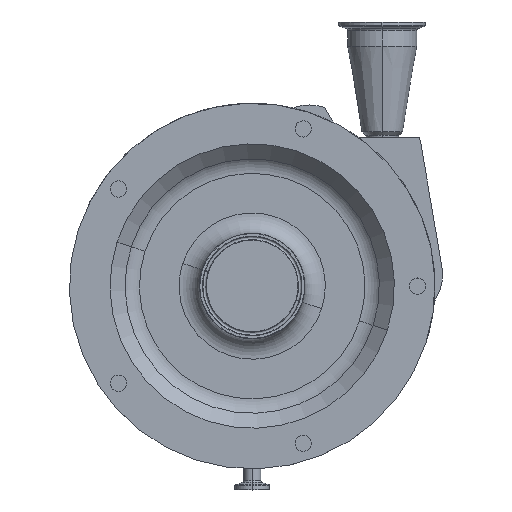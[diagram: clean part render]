
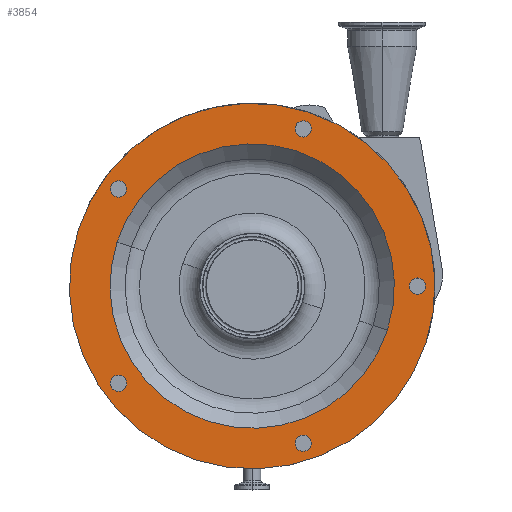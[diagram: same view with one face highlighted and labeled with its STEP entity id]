
A CAD part, top view. The second image highlights one B-rep face of the part: STEP entity #3854.
In plain terms, the highlighted planar face has unit normal (0, 0, 1).
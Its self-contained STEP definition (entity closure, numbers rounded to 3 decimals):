
#280 = DIRECTION ( 'NONE',  ( 0., 0., 1. ) ) ;
#293 = CARTESIAN_POINT ( 'NONE',  ( -98.7, 71.71, 197.5 ) ) ;
#387 = VERTEX_POINT ( 'NONE', #7373 ) ;
#465 = AXIS2_PLACEMENT_3D ( 'NONE', #5337, #4039, #4188 ) ;
#578 = AXIS2_PLACEMENT_3D ( 'NONE', #14395, #280, #3711 ) ;
#743 = AXIS2_PLACEMENT_3D ( 'NONE', #6500, #5506, #10154 ) ;
#773 = CARTESIAN_POINT ( 'NONE',  ( 0., 0., 197.5 ) ) ;
#868 = FACE_BOUND ( 'NONE', #5053, .T. ) ;
#955 = CARTESIAN_POINT ( 'NONE',  ( 31.994, -117.883, 197.5 ) ) ;
#966 = DIRECTION ( 'NONE',  ( 0.951, -0.309, 0. ) ) ;
#1147 = CIRCLE ( 'NONE', #9893, 6. ) ;
#1295 = CIRCLE ( 'NONE', #8590, 135. ) ;
#1581 = CARTESIAN_POINT ( 'NONE',  ( 43.406, 114.175, 197.5 ) ) ;
#1612 = EDGE_CURVE ( 'NONE', #12406, #14940, #3800, .T. ) ;
#1622 = AXIS2_PLACEMENT_3D ( 'NONE', #13810, #7945, #6646 ) ;
#1651 = VERTEX_POINT ( 'NONE', #11596 ) ;
#1850 = CARTESIAN_POINT ( 'NONE',  ( 122., 6., 197.5 ) ) ;
#2149 = VERTEX_POINT ( 'NONE', #1850 ) ;
#2293 = EDGE_CURVE ( 'NONE', #14090, #10754, #14047, .T. ) ;
#2350 = CARTESIAN_POINT ( 'NONE',  ( -99.861, 32.447, 197.5 ) ) ;
#2381 = EDGE_CURVE ( 'NONE', #12427, #2149, #12820, .T. ) ;
#2507 = CIRCLE ( 'NONE', #14921, 105. ) ;
#2563 = VERTEX_POINT ( 'NONE', #12265 ) ;
#2670 = EDGE_CURVE ( 'NONE', #387, #14502, #9433, .T. ) ;
#2990 = DIRECTION ( 'NONE',  ( 0.951, -0.309, 0. ) ) ;
#3140 = FACE_BOUND ( 'NONE', #14071, .T. ) ;
#3298 = VERTEX_POINT ( 'NONE', #3864 ) ;
#3332 = AXIS2_PLACEMENT_3D ( 'NONE', #10677, #8323, #7016 ) ;
#3375 = EDGE_LOOP ( 'NONE', ( #7507, #14735 ) ) ;
#3479 = ORIENTED_EDGE ( 'NONE', *, *, #12027, .F. ) ;
#3570 = EDGE_LOOP ( 'NONE', ( #11779, #5957 ) ) ;
#3711 = DIRECTION ( 'NONE',  ( -0.951, -0.309, 0. ) ) ;
#3724 = DIRECTION ( 'NONE',  ( 0., 0., 1. ) ) ;
#3800 = CIRCLE ( 'NONE', #6239, 6. ) ;
#3854 = ADVANCED_FACE ( 'NONE', ( #7577, #868, #13442, #13598, #3140, #6577, #12211 ), #14658, .F. ) ;
#3864 = CARTESIAN_POINT ( 'NONE',  ( -102.227, -66.856, 197.5 ) ) ;
#3871 = DIRECTION ( 'NONE',  ( 0.588, 0.809, 0. ) ) ;
#3937 = CARTESIAN_POINT ( 'NONE',  ( 122., 0., 197.5 ) ) ;
#3986 = CIRCLE ( 'NONE', #578, 6. ) ;
#4000 = ORIENTED_EDGE ( 'NONE', *, *, #2293, .F. ) ;
#4039 = DIRECTION ( 'NONE',  ( 0., 0., 1. ) ) ;
#4188 = DIRECTION ( 'NONE',  ( -0.588, 0.809, 0. ) ) ;
#4192 = ORIENTED_EDGE ( 'NONE', *, *, #6218, .F. ) ;
#4270 = EDGE_CURVE ( 'NONE', #1651, #3298, #14349, .T. ) ;
#4347 = EDGE_LOOP ( 'NONE', ( #11493, #4192 ) ) ;
#4461 = AXIS2_PLACEMENT_3D ( 'NONE', #8716, #6345, #2990 ) ;
#4577 = EDGE_CURVE ( 'NONE', #14940, #12406, #3986, .T. ) ;
#4612 = EDGE_CURVE ( 'NONE', #2149, #12427, #8620, .T. ) ;
#4973 = EDGE_LOOP ( 'NONE', ( #13851, #5817 ) ) ;
#5053 = EDGE_LOOP ( 'NONE', ( #7818, #14461 ) ) ;
#5297 = CARTESIAN_POINT ( 'NONE',  ( 0., 0., 197.5 ) ) ;
#5337 = CARTESIAN_POINT ( 'NONE',  ( -98.7, -71.71, 197.5 ) ) ;
#5404 = DIRECTION ( 'NONE',  ( 0., 0., 1. ) ) ;
#5434 = CARTESIAN_POINT ( 'NONE',  ( 122., -6., 197.5 ) ) ;
#5506 = DIRECTION ( 'NONE',  ( 0., 0., -1. ) ) ;
#5571 = DIRECTION ( 'NONE',  ( -0.951, -0.309, 0. ) ) ;
#5710 = CARTESIAN_POINT ( 'NONE',  ( 43.406, -114.175, 197.5 ) ) ;
#5817 = ORIENTED_EDGE ( 'NONE', *, *, #14201, .F. ) ;
#5957 = ORIENTED_EDGE ( 'NONE', *, *, #8361, .T. ) ;
#6015 = VERTEX_POINT ( 'NONE', #1581 ) ;
#6218 = EDGE_CURVE ( 'NONE', #6810, #10083, #9346, .T. ) ;
#6239 = AXIS2_PLACEMENT_3D ( 'NONE', #13590, #10296, #5571 ) ;
#6345 = DIRECTION ( 'NONE',  ( 0., 0., 1. ) ) ;
#6439 = DIRECTION ( 'NONE',  ( 0.951, -0.309, 0. ) ) ;
#6500 = CARTESIAN_POINT ( 'NONE',  ( 12.052, 37.091, 197.5 ) ) ;
#6577 = FACE_BOUND ( 'NONE', #4973, .T. ) ;
#6614 = CARTESIAN_POINT ( 'NONE',  ( 0., 0., 197.5 ) ) ;
#6646 = DIRECTION ( 'NONE',  ( 0.588, 0.809, 0. ) ) ;
#6810 = VERTEX_POINT ( 'NONE', #2350 ) ;
#6933 = EDGE_LOOP ( 'NONE', ( #11521, #15054 ) ) ;
#7016 = DIRECTION ( 'NONE',  ( 0., -1., 0. ) ) ;
#7373 = CARTESIAN_POINT ( 'NONE',  ( 128.393, -41.717, 197.5 ) ) ;
#7381 = AXIS2_PLACEMENT_3D ( 'NONE', #6614, #7995, #7914 ) ;
#7507 = ORIENTED_EDGE ( 'NONE', *, *, #12890, .F. ) ;
#7550 = CIRCLE ( 'NONE', #8519, 6. ) ;
#7577 = FACE_OUTER_BOUND ( 'NONE', #3570, .T. ) ;
#7683 = CARTESIAN_POINT ( 'NONE',  ( 37.7, 116.029, 197.5 ) ) ;
#7818 = ORIENTED_EDGE ( 'NONE', *, *, #2381, .F. ) ;
#7914 = DIRECTION ( 'NONE',  ( 0.951, -0.309, 0. ) ) ;
#7945 = DIRECTION ( 'NONE',  ( 0., 0., 1. ) ) ;
#7995 = DIRECTION ( 'NONE',  ( 0., 0., 1. ) ) ;
#8240 = EDGE_CURVE ( 'NONE', #10083, #6810, #2507, .T. ) ;
#8323 = DIRECTION ( 'NONE',  ( 0., 0., 1. ) ) ;
#8361 = EDGE_CURVE ( 'NONE', #14502, #387, #1295, .T. ) ;
#8369 = CIRCLE ( 'NONE', #4461, 6. ) ;
#8519 = AXIS2_PLACEMENT_3D ( 'NONE', #7683, #12318, #966 ) ;
#8590 = AXIS2_PLACEMENT_3D ( 'NONE', #11624, #10395, #11405 ) ;
#8596 = DIRECTION ( 'NONE',  ( 0., 0., 1. ) ) ;
#8620 = CIRCLE ( 'NONE', #9817, 6. ) ;
#8716 = CARTESIAN_POINT ( 'NONE',  ( 37.7, 116.029, 197.5 ) ) ;
#8788 = DIRECTION ( 'NONE',  ( -0.588, 0.809, 0. ) ) ;
#8816 = EDGE_CURVE ( 'NONE', #6015, #2563, #8369, .T. ) ;
#8855 = DIRECTION ( 'NONE',  ( 0., 0., 1. ) ) ;
#8941 = CIRCLE ( 'NONE', #14540, 6. ) ;
#8953 = DIRECTION ( 'NONE',  ( 0., 0., 1. ) ) ;
#9346 = CIRCLE ( 'NONE', #7381, 105. ) ;
#9433 = CIRCLE ( 'NONE', #11408, 135. ) ;
#9750 = DIRECTION ( 'NONE',  ( 0.951, -0.309, 0. ) ) ;
#9794 = CARTESIAN_POINT ( 'NONE',  ( -95.173, 76.564, 197.5 ) ) ;
#9817 = AXIS2_PLACEMENT_3D ( 'NONE', #3937, #8596, #10961 ) ;
#9893 = AXIS2_PLACEMENT_3D ( 'NONE', #293, #3724, #3871 ) ;
#10083 = VERTEX_POINT ( 'NONE', #10702 ) ;
#10154 = DIRECTION ( 'NONE',  ( 0., -1., 0. ) ) ;
#10225 = CARTESIAN_POINT ( 'NONE',  ( -128.393, 41.717, 197.5 ) ) ;
#10296 = DIRECTION ( 'NONE',  ( 0., 0., 1. ) ) ;
#10395 = DIRECTION ( 'NONE',  ( 0., 0., 1. ) ) ;
#10677 = CARTESIAN_POINT ( 'NONE',  ( 122., 0., 197.5 ) ) ;
#10702 = CARTESIAN_POINT ( 'NONE',  ( 99.861, -32.447, 197.5 ) ) ;
#10754 = VERTEX_POINT ( 'NONE', #9794 ) ;
#10961 = DIRECTION ( 'NONE',  ( 0., -1., 0. ) ) ;
#11405 = DIRECTION ( 'NONE',  ( 0.951, -0.309, 0. ) ) ;
#11408 = AXIS2_PLACEMENT_3D ( 'NONE', #773, #5404, #9750 ) ;
#11493 = ORIENTED_EDGE ( 'NONE', *, *, #8240, .F. ) ;
#11521 = ORIENTED_EDGE ( 'NONE', *, *, #1612, .F. ) ;
#11596 = CARTESIAN_POINT ( 'NONE',  ( -95.173, -76.564, 197.5 ) ) ;
#11624 = CARTESIAN_POINT ( 'NONE',  ( 0., 0., 197.5 ) ) ;
#11779 = ORIENTED_EDGE ( 'NONE', *, *, #2670, .T. ) ;
#12027 = EDGE_CURVE ( 'NONE', #10754, #14090, #1147, .T. ) ;
#12211 = FACE_BOUND ( 'NONE', #4347, .T. ) ;
#12265 = CARTESIAN_POINT ( 'NONE',  ( 31.994, 117.883, 197.5 ) ) ;
#12318 = DIRECTION ( 'NONE',  ( 0., 0., 1. ) ) ;
#12406 = VERTEX_POINT ( 'NONE', #955 ) ;
#12427 = VERTEX_POINT ( 'NONE', #5434 ) ;
#12502 = CARTESIAN_POINT ( 'NONE',  ( -98.7, -71.71, 197.5 ) ) ;
#12604 = CARTESIAN_POINT ( 'NONE',  ( -102.227, 66.856, 197.5 ) ) ;
#12820 = CIRCLE ( 'NONE', #3332, 6. ) ;
#12890 = EDGE_CURVE ( 'NONE', #3298, #1651, #8941, .T. ) ;
#13442 = FACE_BOUND ( 'NONE', #6933, .T. ) ;
#13590 = CARTESIAN_POINT ( 'NONE',  ( 37.7, -116.029, 197.5 ) ) ;
#13598 = FACE_BOUND ( 'NONE', #3375, .T. ) ;
#13810 = CARTESIAN_POINT ( 'NONE',  ( -98.7, 71.71, 197.5 ) ) ;
#13851 = ORIENTED_EDGE ( 'NONE', *, *, #8816, .F. ) ;
#14047 = CIRCLE ( 'NONE', #1622, 6. ) ;
#14071 = EDGE_LOOP ( 'NONE', ( #3479, #4000 ) ) ;
#14090 = VERTEX_POINT ( 'NONE', #12604 ) ;
#14201 = EDGE_CURVE ( 'NONE', #2563, #6015, #7550, .T. ) ;
#14349 = CIRCLE ( 'NONE', #465, 6. ) ;
#14395 = CARTESIAN_POINT ( 'NONE',  ( 37.7, -116.029, 197.5 ) ) ;
#14461 = ORIENTED_EDGE ( 'NONE', *, *, #4612, .F. ) ;
#14502 = VERTEX_POINT ( 'NONE', #10225 ) ;
#14540 = AXIS2_PLACEMENT_3D ( 'NONE', #12502, #8855, #8788 ) ;
#14658 = PLANE ( 'NONE',  #743 ) ;
#14735 = ORIENTED_EDGE ( 'NONE', *, *, #4270, .F. ) ;
#14921 = AXIS2_PLACEMENT_3D ( 'NONE', #5297, #8953, #6439 ) ;
#14940 = VERTEX_POINT ( 'NONE', #5710 ) ;
#15054 = ORIENTED_EDGE ( 'NONE', *, *, #4577, .F. ) ;
